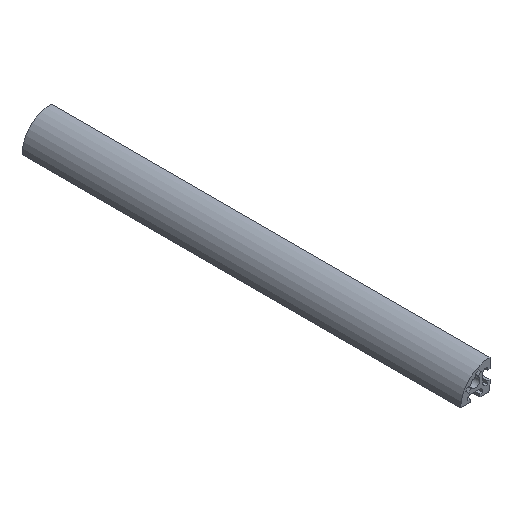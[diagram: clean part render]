
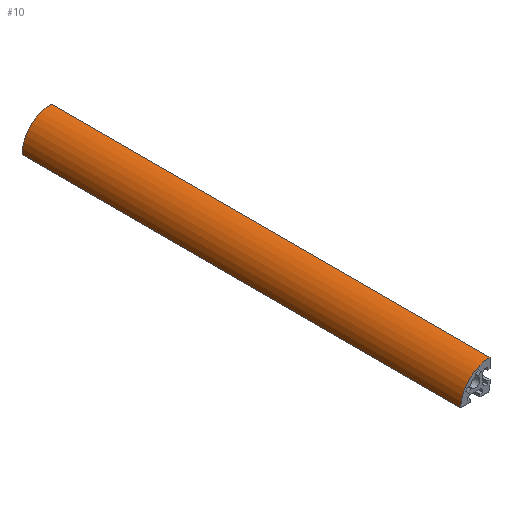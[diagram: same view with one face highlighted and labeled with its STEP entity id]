
A CAD part, isometric view. The second image highlights one B-rep face of the part: STEP entity #10.
In plain terms, the highlighted cylindrical face has radius 20 mm (diameter 40 mm), a partial arc.
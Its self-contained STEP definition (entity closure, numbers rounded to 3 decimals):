
#10 = ADVANCED_FACE ( 'CYL_2', ( #1005 ), #999, .T. ) ;
#89 = EDGE_CURVE ( 'NONE', #644, #594, #453, .T. ) ;
#91 = EDGE_CURVE ( 'NONE', #621, #599, #461, .T. ) ;
#97 = EDGE_CURVE ( 'NONE', #599, #594, #1075, .T. ) ;
#98 = EDGE_CURVE ( 'NONE', #621, #644, #1074, .T. ) ;
#192 = CARTESIAN_POINT ( 'NONE',  ( -10., 10., -300. ) ) ;
#225 = CARTESIAN_POINT ( 'NONE',  ( 10., -10., -300. ) ) ;
#230 = CARTESIAN_POINT ( 'NONE',  ( -10., 10., 0. ) ) ;
#243 = CARTESIAN_POINT ( 'NONE',  ( 10., -10., 0. ) ) ;
#372 = AXIS2_PLACEMENT_3D ( 'NONE', #993, #1000, #994 ) ;
#430 = VECTOR ( 'NONE', #1066, 1000. ) ;
#445 = AXIS2_PLACEMENT_3D ( 'NONE', #1536, #1557, #1549 ) ;
#451 = AXIS2_PLACEMENT_3D ( 'NONE', #1552, #1555, #1547 ) ;
#453 = CIRCLE ( 'NONE', #445, 20. ) ;
#454 = VECTOR ( 'NONE', #1057, 1000. ) ;
#461 = CIRCLE ( 'NONE', #451, 20. ) ;
#594 = VERTEX_POINT ( 'NONE', #230 ) ;
#599 = VERTEX_POINT ( 'NONE', #192 ) ;
#621 = VERTEX_POINT ( 'NONE', #225 ) ;
#644 = VERTEX_POINT ( 'NONE', #243 ) ;
#722 = ORIENTED_EDGE ( 'NONE', *, *, #98, .F. ) ;
#723 = ORIENTED_EDGE ( 'NONE', *, *, #91, .T. ) ;
#737 = ORIENTED_EDGE ( 'NONE', *, *, #97, .T. ) ;
#743 = ORIENTED_EDGE ( 'NONE', *, *, #89, .F. ) ;
#976 = EDGE_LOOP ( 'NONE', ( #743, #722, #723, #737 ) ) ;
#993 = CARTESIAN_POINT ( 'NONE',  ( -10., -10., -300. ) ) ;
#994 = DIRECTION ( 'NONE',  ( 1., 0., 0. ) ) ;
#999 = CYLINDRICAL_SURFACE ( 'NONE', #372, 20. ) ;
#1000 = DIRECTION ( 'NONE',  ( 0., 0., 1. ) ) ;
#1005 = FACE_OUTER_BOUND ( 'NONE', #976, .T. ) ;
#1057 = DIRECTION ( 'NONE',  ( 0., 0., 1. ) ) ;
#1065 = CARTESIAN_POINT ( 'NONE',  ( 10., -10., -300. ) ) ;
#1066 = DIRECTION ( 'NONE',  ( 0., 0., 1. ) ) ;
#1069 = CARTESIAN_POINT ( 'NONE',  ( -10., 10., -300. ) ) ;
#1074 = LINE ( 'NONE', #1065, #454 ) ;
#1075 = LINE ( 'NONE', #1069, #430 ) ;
#1536 = CARTESIAN_POINT ( 'NONE',  ( -10., -10., 0. ) ) ;
#1547 = DIRECTION ( 'NONE',  ( 1., 0., 0. ) ) ;
#1549 = DIRECTION ( 'NONE',  ( 1., 0., 0. ) ) ;
#1552 = CARTESIAN_POINT ( 'NONE',  ( -10., -10., -300. ) ) ;
#1555 = DIRECTION ( 'NONE',  ( 0., 0., 1. ) ) ;
#1557 = DIRECTION ( 'NONE',  ( 0., 0., 1. ) ) ;
